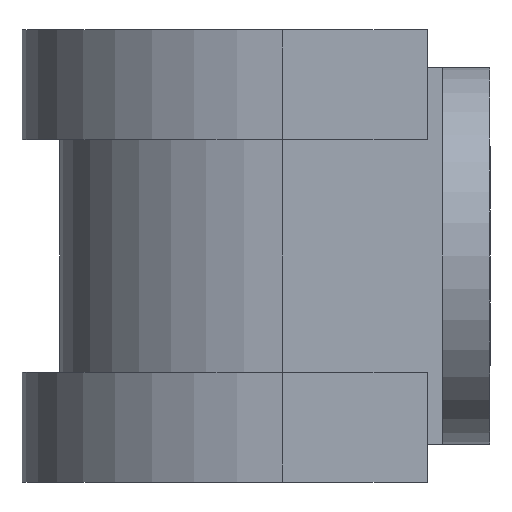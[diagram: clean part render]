
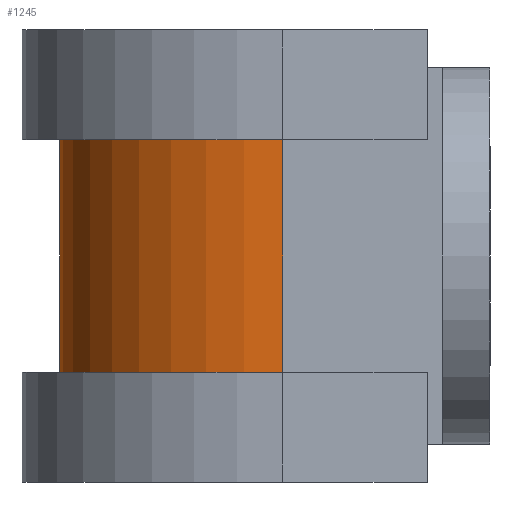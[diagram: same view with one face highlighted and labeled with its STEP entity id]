
A CAD part, left-side view. The second image highlights one B-rep face of the part: STEP entity #1245.
In plain terms, the highlighted cylindrical face has radius 7.1 mm (diameter 14.2 mm), a partial arc.
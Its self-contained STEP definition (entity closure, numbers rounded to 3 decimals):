
#4 = CARTESIAN_POINT ( 'NONE',  ( -7.1, 6.6, -3.7 ) ) ;
#50 = EDGE_CURVE ( 'NONE', #236, #462, #991, .T. ) ;
#75 = CARTESIAN_POINT ( 'NONE',  ( 0., 6.6, 6. ) ) ;
#81 = AXIS2_PLACEMENT_3D ( 'NONE', #723, #154, #164 ) ;
#129 = CARTESIAN_POINT ( 'NONE',  ( 0., 6.6, 3.7 ) ) ;
#154 = DIRECTION ( 'NONE',  ( 0., 0., 1. ) ) ;
#164 = DIRECTION ( 'NONE',  ( 1., 0., 0. ) ) ;
#175 = VECTOR ( 'NONE', #775, 1000. ) ;
#211 = FACE_OUTER_BOUND ( 'NONE', #391, .T. ) ;
#236 = VERTEX_POINT ( 'NONE', #1197 ) ;
#246 = ORIENTED_EDGE ( 'NONE', *, *, #1274, .F. ) ;
#260 = ORIENTED_EDGE ( 'NONE', *, *, #1083, .T. ) ;
#328 = CARTESIAN_POINT ( 'NONE',  ( 7.1, 6.6, 6. ) ) ;
#391 = EDGE_LOOP ( 'NONE', ( #943, #974, #260, #246 ) ) ;
#427 = DIRECTION ( 'NONE',  ( -1., 0., 0. ) ) ;
#436 = LINE ( 'NONE', #328, #175 ) ;
#462 = VERTEX_POINT ( 'NONE', #1350 ) ;
#532 = CARTESIAN_POINT ( 'NONE',  ( -7.1, 6.6, 6. ) ) ;
#553 = DIRECTION ( 'NONE',  ( 0., 0., -1. ) ) ;
#648 = LINE ( 'NONE', #532, #889 ) ;
#686 = DIRECTION ( 'NONE',  ( 0., 0., 1. ) ) ;
#693 = CARTESIAN_POINT ( 'NONE',  ( 7.1, 6.6, -3.7 ) ) ;
#721 = CIRCLE ( 'NONE', #81, 7.1 ) ;
#723 = CARTESIAN_POINT ( 'NONE',  ( 0., 6.6, -3.7 ) ) ;
#775 = DIRECTION ( 'NONE',  ( 0., 0., -1. ) ) ;
#823 = VERTEX_POINT ( 'NONE', #4 ) ;
#837 = AXIS2_PLACEMENT_3D ( 'NONE', #129, #686, #919 ) ;
#889 = VECTOR ( 'NONE', #553, 1000. ) ;
#892 = EDGE_CURVE ( 'NONE', #236, #1417, #436, .T. ) ;
#919 = DIRECTION ( 'NONE',  ( 1., 0., 0. ) ) ;
#943 = ORIENTED_EDGE ( 'NONE', *, *, #50, .F. ) ;
#974 = ORIENTED_EDGE ( 'NONE', *, *, #892, .T. ) ;
#991 = CIRCLE ( 'NONE', #837, 7.1 ) ;
#1079 = DIRECTION ( 'NONE',  ( 0., 0., -1. ) ) ;
#1083 = EDGE_CURVE ( 'NONE', #1417, #823, #721, .T. ) ;
#1170 = AXIS2_PLACEMENT_3D ( 'NONE', #75, #1079, #427 ) ;
#1197 = CARTESIAN_POINT ( 'NONE',  ( 7.1, 6.6, 3.7 ) ) ;
#1245 = ADVANCED_FACE ( 'NONE', ( #211 ), #1440, .T. ) ;
#1274 = EDGE_CURVE ( 'NONE', #462, #823, #648, .T. ) ;
#1350 = CARTESIAN_POINT ( 'NONE',  ( -7.1, 6.6, 3.7 ) ) ;
#1417 = VERTEX_POINT ( 'NONE', #693 ) ;
#1440 = CYLINDRICAL_SURFACE ( 'NONE', #1170, 7.1 ) ;
